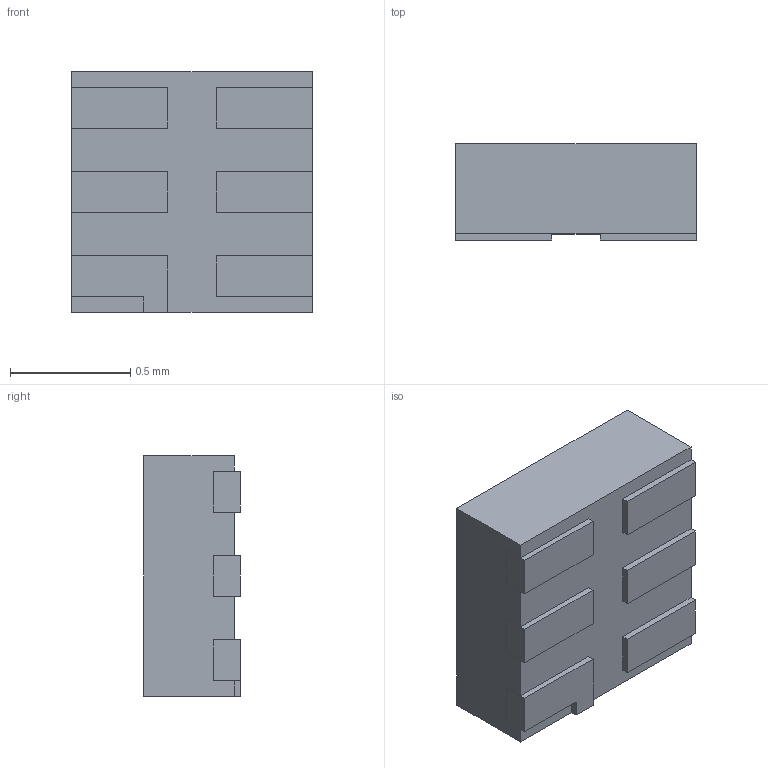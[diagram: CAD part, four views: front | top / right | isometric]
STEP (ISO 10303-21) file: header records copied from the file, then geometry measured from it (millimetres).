
FILE_DESCRIPTION (( 'STEP AP214' ), '1' );
FILE_NAME ('SN74LVC1G06DSFR.STEP', '2021-03-08T20:29:22', ( '' ), ( '' ), 'SwSTEP 2.0', 'SolidWorks 2017', '' );
FILE_SCHEMA (( 'AUTOMOTIVE_DESIGN' ));
Length unit declared in the file: millimetre
Products named in the file (1): SN74LVC1G06DSFR
Bounding box: 1 x 0.4 x 1 mm (x, y, z)
Volume: 0.4 mm3; surface area: 5.5 mm2
Topology: 8 solids, 8 shells, 77 faces, 180 edges, 120 vertices
Faces by surface type: plane 73, cylinder 4
Entity records: 2259 total; most frequent: CARTESIAN_POINT 378, ORIENTED_EDGE 360, DIRECTION 344, EDGE_CURVE 180, LINE 172, VECTOR 172, VERTEX_POINT 120, AXIS2_PLACEMENT_3D 86
